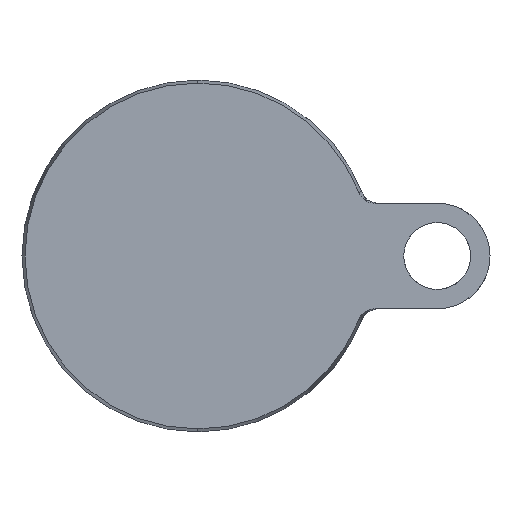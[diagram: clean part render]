
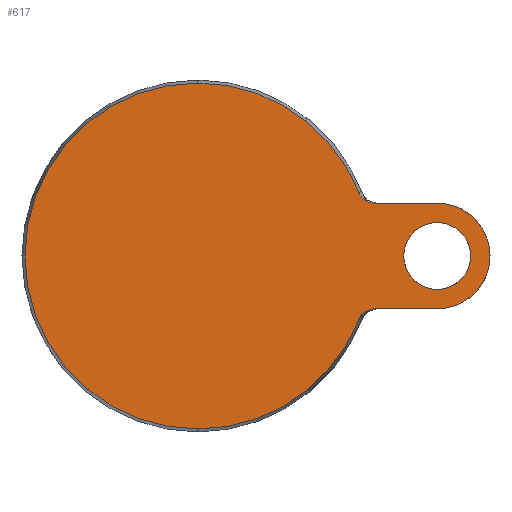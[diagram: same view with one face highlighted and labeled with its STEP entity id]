
A CAD part, front view. The second image highlights one B-rep face of the part: STEP entity #617.
In plain terms, the highlighted planar face has unit normal (0, -1, 0).
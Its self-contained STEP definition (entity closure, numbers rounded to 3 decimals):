
#12 = ORIENTED_EDGE ( 'NONE', *, *, #1445, .T. ) ;
#49 = CIRCLE ( 'NONE', #908, 49.143 ) ;
#52 = B_SPLINE_CURVE_WITH_KNOTS ( 'NONE', 3,
 ( #1082, #651, #1464, #201, #967, #625, #1327, #758, #290, #745, #195, #1455, #1441, #1333 ),
 .UNSPECIFIED., .F., .F.,
 ( 4, 2, 2, 2, 2, 2, 4 ),
 ( 0., 0.001, 0.002, 0.003, 0.004, 0.004, 0.006 ),
 .UNSPECIFIED. ) ;
#55 = CARTESIAN_POINT ( 'NONE',  ( 47.73, 0., -15.726 ) ) ;
#61 = FACE_BOUND ( 'NONE', #1011, .T. ) ;
#62 = CARTESIAN_POINT ( 'NONE',  ( 48.637, 0., -15.295 ) ) ;
#63 = LINE ( 'NONE', #1433, #449 ) ;
#79 = LINE ( 'NONE', #1178, #424 ) ;
#81 = DIRECTION ( 'NONE',  ( 0., -1., 0. ) ) ;
#107 = DIRECTION ( 'NONE',  ( 0., 0., -1. ) ) ;
#148 = DIRECTION ( 'NONE',  ( 0., -1., 0. ) ) ;
#151 = ORIENTED_EDGE ( 'NONE', *, *, #907, .T. ) ;
#188 = EDGE_CURVE ( 'NONE', #1477, #734, #79, .T. ) ;
#194 = CIRCLE ( 'NONE', #833, 49.143 ) ;
#195 = CARTESIAN_POINT ( 'NONE',  ( 46.58, 0., 16.677 ) ) ;
#201 = CARTESIAN_POINT ( 'NONE',  ( 48.644, 0., 15.292 ) ) ;
#204 = EDGE_CURVE ( 'NONE', #271, #420, #63, .T. ) ;
#214 = AXIS2_PLACEMENT_3D ( 'NONE', #1216, #776, #660 ) ;
#216 = DIRECTION ( 'NONE',  ( 0., 1., 0. ) ) ;
#220 = CARTESIAN_POINT ( 'NONE',  ( 0., 0., 0. ) ) ;
#262 = AXIS2_PLACEMENT_3D ( 'NONE', #668, #216, #1350 ) ;
#271 = VERTEX_POINT ( 'NONE', #1013 ) ;
#290 = CARTESIAN_POINT ( 'NONE',  ( 47.122, 0., 16.157 ) ) ;
#291 = DIRECTION ( 'NONE',  ( 0., 0., 1. ) ) ;
#292 = CARTESIAN_POINT ( 'NONE',  ( 47.118, 0., -16.16 ) ) ;
#301 = CARTESIAN_POINT ( 'NONE',  ( 47.952, 0., -15.6 ) ) ;
#320 = B_SPLINE_CURVE_WITH_KNOTS ( 'NONE', 3,
 ( #612, #388, #394, #1432, #401, #292, #861, #55, #301, #1170, #62, #1177, #850, #1302, #978, #1405 ),
 .UNSPECIFIED., .F., .F.,
 ( 4, 2, 2, 2, 2, 2, 2, 4 ),
 ( 0., 0.001, 0.002, 0.003, 0.004, 0.004, 0.005, 0.006 ),
 .UNSPECIFIED. ) ;
#357 = EDGE_CURVE ( 'NONE', #1289, #1414, #1461, .T. ) ;
#363 = EDGE_CURVE ( 'NONE', #420, #1477, #855, .T. ) ;
#388 = CARTESIAN_POINT ( 'NONE',  ( 45.848, 0., -17.699 ) ) ;
#394 = CARTESIAN_POINT ( 'NONE',  ( 46.1, 0., -17.269 ) ) ;
#401 = CARTESIAN_POINT ( 'NONE',  ( 46.749, 0., -16.497 ) ) ;
#403 = DIRECTION ( 'NONE',  ( 1., 0., 0. ) ) ;
#420 = VERTEX_POINT ( 'NONE', #770 ) ;
#424 = VECTOR ( 'NONE', #963, 1000. ) ;
#449 = VECTOR ( 'NONE', #403, 1000. ) ;
#481 = CARTESIAN_POINT ( 'NONE',  ( 45.66, 0., 18.169 ) ) ;
#497 = AXIS2_PLACEMENT_3D ( 'NONE', #868, #841, #520 ) ;
#520 = DIRECTION ( 'NONE',  ( 0., 0., 1. ) ) ;
#585 = EDGE_CURVE ( 'NONE', #665, #605, #808, .T. ) ;
#605 = VERTEX_POINT ( 'NONE', #1194 ) ;
#612 = CARTESIAN_POINT ( 'NONE',  ( 45.66, 0., -18.169 ) ) ;
#617 = ADVANCED_FACE ( 'NONE', ( #1442, #61 ), #1314, .F. ) ;
#619 = DIRECTION ( 'NONE',  ( 0., 1., 0. ) ) ;
#625 = CARTESIAN_POINT ( 'NONE',  ( 47.955, 0., 15.598 ) ) ;
#628 = DIRECTION ( 'NONE',  ( 0., 0., -1. ) ) ;
#633 = CARTESIAN_POINT ( 'NONE',  ( 50.366, 0., -15. ) ) ;
#651 = CARTESIAN_POINT ( 'NONE',  ( 49.86, 0., 15. ) ) ;
#660 = DIRECTION ( 'NONE',  ( 0., 0., -1. ) ) ;
#665 = VERTEX_POINT ( 'NONE', #1175 ) ;
#668 = CARTESIAN_POINT ( 'NONE',  ( 68., 0., 0. ) ) ;
#686 = ORIENTED_EDGE ( 'NONE', *, *, #1127, .T. ) ;
#734 = VERTEX_POINT ( 'NONE', #633 ) ;
#744 = ORIENTED_EDGE ( 'NONE', *, *, #204, .F. ) ;
#745 = CARTESIAN_POINT ( 'NONE',  ( 46.751, 0., 16.495 ) ) ;
#747 = CARTESIAN_POINT ( 'NONE',  ( 0., 0., 0. ) ) ;
#758 = CARTESIAN_POINT ( 'NONE',  ( 47.322, 0., 16. ) ) ;
#770 = CARTESIAN_POINT ( 'NONE',  ( 68., 0., 15. ) ) ;
#776 = DIRECTION ( 'NONE',  ( 0., 1., 0. ) ) ;
#788 = CIRCLE ( 'NONE', #262, 9.5 ) ;
#798 = ORIENTED_EDGE ( 'NONE', *, *, #357, .T. ) ;
#805 = AXIS2_PLACEMENT_3D ( 'NONE', #876, #1130, #107 ) ;
#808 = CIRCLE ( 'NONE', #497, 9.5 ) ;
#833 = AXIS2_PLACEMENT_3D ( 'NONE', #220, #81, #1453 ) ;
#841 = DIRECTION ( 'NONE',  ( 0., 1., 0. ) ) ;
#850 = CARTESIAN_POINT ( 'NONE',  ( 49.363, 0., -15.093 ) ) ;
#855 = CIRCLE ( 'NONE', #214, 15. ) ;
#861 = CARTESIAN_POINT ( 'NONE',  ( 47.314, 0., -16.005 ) ) ;
#865 = CARTESIAN_POINT ( 'NONE',  ( 45.66, 0., -18.169 ) ) ;
#868 = CARTESIAN_POINT ( 'NONE',  ( 68., 0., 0. ) ) ;
#876 = CARTESIAN_POINT ( 'NONE',  ( 0., 0., 0. ) ) ;
#907 = EDGE_CURVE ( 'NONE', #1406, #734, #320, .T. ) ;
#908 = AXIS2_PLACEMENT_3D ( 'NONE', #747, #148, #628 ) ;
#916 = EDGE_CURVE ( 'NONE', #1115, #1289, #49, .T. ) ;
#960 = CARTESIAN_POINT ( 'NONE',  ( -49.143, 0., 0. ) ) ;
#963 = DIRECTION ( 'NONE',  ( -1., 0., 0. ) ) ;
#967 = CARTESIAN_POINT ( 'NONE',  ( 48.407, 0., 15.384 ) ) ;
#972 = ORIENTED_EDGE ( 'NONE', *, *, #1040, .T. ) ;
#978 = CARTESIAN_POINT ( 'NONE',  ( 50.113, 0., -15. ) ) ;
#981 = EDGE_LOOP ( 'NONE', ( #744, #972, #1221, #798, #12, #151, #1126, #1354 ) ) ;
#988 = CARTESIAN_POINT ( 'NONE',  ( 0., 0., -49.143 ) ) ;
#1011 = EDGE_LOOP ( 'NONE', ( #686, #1038 ) ) ;
#1013 = CARTESIAN_POINT ( 'NONE',  ( 50.366, 0., 15. ) ) ;
#1038 = ORIENTED_EDGE ( 'NONE', *, *, #585, .T. ) ;
#1040 = EDGE_CURVE ( 'NONE', #271, #1115, #52, .T. ) ;
#1047 = AXIS2_PLACEMENT_3D ( 'NONE', #960, #619, #291 ) ;
#1062 = CARTESIAN_POINT ( 'NONE',  ( 0., 0., 49.143 ) ) ;
#1082 = CARTESIAN_POINT ( 'NONE',  ( 50.366, 0., 15. ) ) ;
#1115 = VERTEX_POINT ( 'NONE', #481 ) ;
#1126 = ORIENTED_EDGE ( 'NONE', *, *, #188, .F. ) ;
#1127 = EDGE_CURVE ( 'NONE', #605, #665, #788, .T. ) ;
#1130 = DIRECTION ( 'NONE',  ( 0., -1., 0. ) ) ;
#1170 = CARTESIAN_POINT ( 'NONE',  ( 48.405, 0., -15.385 ) ) ;
#1175 = CARTESIAN_POINT ( 'NONE',  ( 68., 0., 9.5 ) ) ;
#1177 = CARTESIAN_POINT ( 'NONE',  ( 49.116, 0., -15.149 ) ) ;
#1178 = CARTESIAN_POINT ( 'NONE',  ( 15., 0., -15. ) ) ;
#1194 = CARTESIAN_POINT ( 'NONE',  ( 68., 0., -9.5 ) ) ;
#1216 = CARTESIAN_POINT ( 'NONE',  ( 68., 0., 0. ) ) ;
#1221 = ORIENTED_EDGE ( 'NONE', *, *, #916, .T. ) ;
#1289 = VERTEX_POINT ( 'NONE', #1062 ) ;
#1302 = CARTESIAN_POINT ( 'NONE',  ( 49.862, 0., -15.019 ) ) ;
#1314 = PLANE ( 'NONE',  #1047 ) ;
#1327 = CARTESIAN_POINT ( 'NONE',  ( 47.738, 0., 15.721 ) ) ;
#1333 = CARTESIAN_POINT ( 'NONE',  ( 45.66, 0., 18.169 ) ) ;
#1350 = DIRECTION ( 'NONE',  ( 0., 0., 1. ) ) ;
#1354 = ORIENTED_EDGE ( 'NONE', *, *, #363, .F. ) ;
#1405 = CARTESIAN_POINT ( 'NONE',  ( 50.366, 0., -15. ) ) ;
#1406 = VERTEX_POINT ( 'NONE', #865 ) ;
#1414 = VERTEX_POINT ( 'NONE', #988 ) ;
#1432 = CARTESIAN_POINT ( 'NONE',  ( 46.575, 0., -16.681 ) ) ;
#1433 = CARTESIAN_POINT ( 'NONE',  ( 15., 0., 15. ) ) ;
#1441 = CARTESIAN_POINT ( 'NONE',  ( 45.848, 0., 17.699 ) ) ;
#1442 = FACE_OUTER_BOUND ( 'NONE', #981, .T. ) ;
#1445 = EDGE_CURVE ( 'NONE', #1414, #1406, #194, .T. ) ;
#1447 = CARTESIAN_POINT ( 'NONE',  ( 68., 0., -15. ) ) ;
#1453 = DIRECTION ( 'NONE',  ( 0., 0., -1. ) ) ;
#1455 = CARTESIAN_POINT ( 'NONE',  ( 46.108, 0., 17.258 ) ) ;
#1461 = CIRCLE ( 'NONE', #805, 49.143 ) ;
#1464 = CARTESIAN_POINT ( 'NONE',  ( 49.366, 0., 15.074 ) ) ;
#1477 = VERTEX_POINT ( 'NONE', #1447 ) ;
